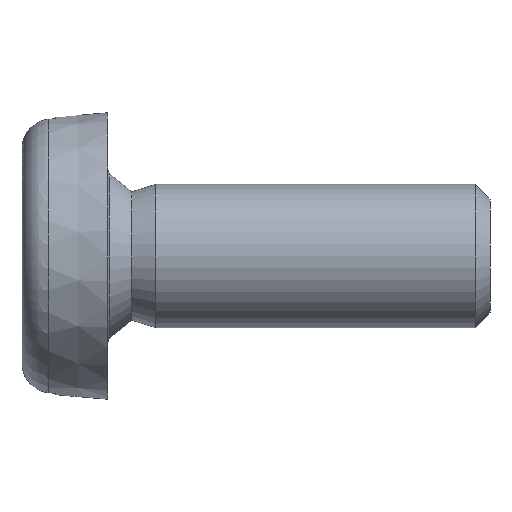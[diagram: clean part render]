
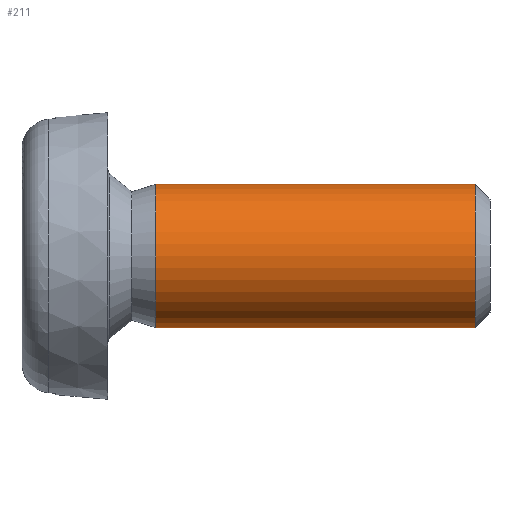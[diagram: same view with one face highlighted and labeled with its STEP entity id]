
A CAD part, front view. The second image highlights one B-rep face of the part: STEP entity #211.
In plain terms, the highlighted cylindrical face has radius 1.5 mm (diameter 3 mm), a full revolution.
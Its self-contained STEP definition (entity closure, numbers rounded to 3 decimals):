
#20=CYLINDRICAL_SURFACE('',#251,1.5);
#48=CIRCLE('',#246,1.5);
#50=CIRCLE('',#250,1.5);
#80=ORIENTED_EDGE('',*,*,#123,.F.);
#81=ORIENTED_EDGE('',*,*,#121,.T.);
#121=EDGE_CURVE('',#142,#142,#48,.T.);
#123=EDGE_CURVE('',#144,#144,#50,.T.);
#142=VERTEX_POINT('',#387);
#144=VERTEX_POINT('',#393);
#167=EDGE_LOOP('',(#80));
#168=EDGE_LOOP('',(#81));
#189=FACE_BOUND('',#167,.T.);
#190=FACE_BOUND('',#168,.T.);
#211=ADVANCED_FACE('',(#189,#190),#20,.T.);
#246=AXIS2_PLACEMENT_3D('',#386,#294,#295);
#250=AXIS2_PLACEMENT_3D('',#392,#302,#303);
#251=AXIS2_PLACEMENT_3D('',#394,#304,#305);
#294=DIRECTION('',(1.,0.,0.));
#295=DIRECTION('',(0.,0.,-1.));
#302=DIRECTION('',(1.,0.,0.));
#303=DIRECTION('',(0.,0.,-1.));
#304=DIRECTION('',(1.,0.,0.));
#305=DIRECTION('',(0.,0.,-1.));
#386=CARTESIAN_POINT('',(1.,0.,0.));
#387=CARTESIAN_POINT('',(1.,0.,-1.5));
#392=CARTESIAN_POINT('',(7.694,0.,0.));
#393=CARTESIAN_POINT('',(7.694,0.,-1.5));
#394=CARTESIAN_POINT('',(8.,0.,0.));
